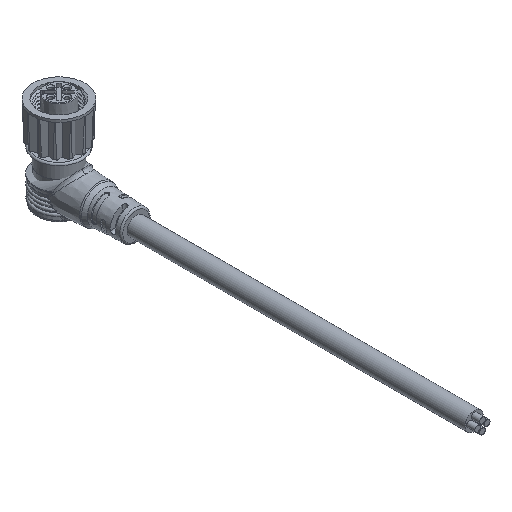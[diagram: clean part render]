
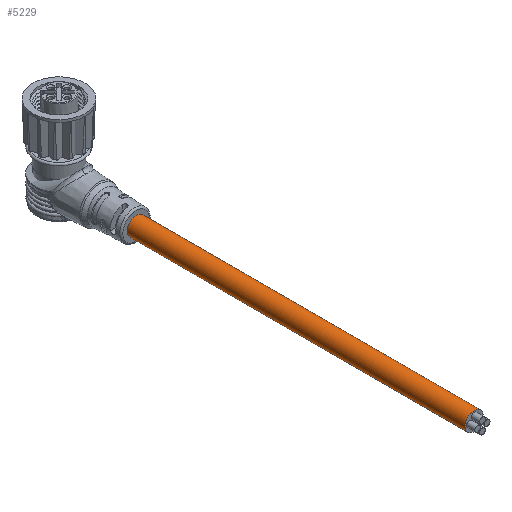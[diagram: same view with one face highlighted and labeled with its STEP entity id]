
A CAD part, isometric view. The second image highlights one B-rep face of the part: STEP entity #5229.
In plain terms, the highlighted cylindrical face has radius 2.75 mm (diameter 5.5 mm), a full revolution.
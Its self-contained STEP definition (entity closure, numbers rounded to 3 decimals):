
#2325=ORIENTED_EDGE('',*,*,#3060,.T.);
#2326=ORIENTED_EDGE('',*,*,#3061,.F.);
#3060=EDGE_CURVE('',#4396,#4396,#3277,.T.);
#3061=EDGE_CURVE('',#4397,#4397,#3278,.T.);
#3277=CIRCLE('',#6038,2.75);
#3278=CIRCLE('',#6039,2.75);
#3723=EDGE_LOOP('',(#2325));
#3724=EDGE_LOOP('',(#2326));
#3823=CYLINDRICAL_SURFACE('',#6037,2.75);
#4396=VERTEX_POINT('',#15636);
#4397=VERTEX_POINT('',#15638);
#4848=FACE_BOUND('',#3723,.T.);
#4849=FACE_BOUND('',#3724,.T.);
#5229=ADVANCED_FACE('',(#4848,#4849),#3823,.T.);
#6037=AXIS2_PLACEMENT_3D('',#15634,#7281,#7282);
#6038=AXIS2_PLACEMENT_3D('',#15635,#7283,#7284);
#6039=AXIS2_PLACEMENT_3D('',#15637,#7285,#7286);
#7281=DIRECTION('',(0.,0.,-1.));
#7282=DIRECTION('',(-1.,0.,0.));
#7283=DIRECTION('',(0.,0.,-1.));
#7284=DIRECTION('',(1.,0.,0.));
#7285=DIRECTION('',(0.,0.,-1.));
#7286=DIRECTION('',(1.,0.,0.));
#15634=CARTESIAN_POINT('',(0.,0.,60.));
#15635=CARTESIAN_POINT('',(0.,0.,60.));
#15636=CARTESIAN_POINT('',(2.75,0.,60.));
#15637=CARTESIAN_POINT('',(0.,0.,-60.));
#15638=CARTESIAN_POINT('',(2.75,0.,-60.));
